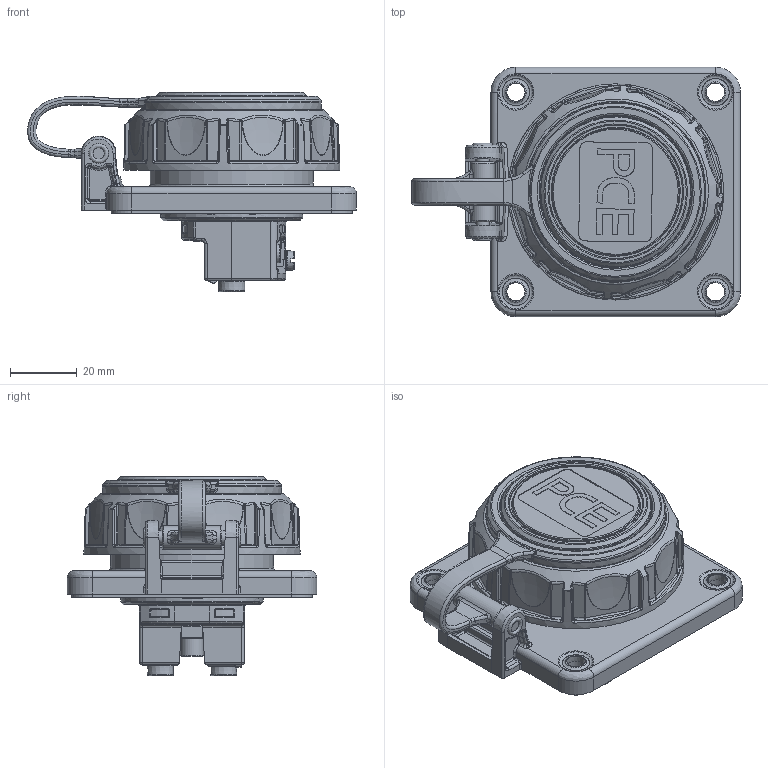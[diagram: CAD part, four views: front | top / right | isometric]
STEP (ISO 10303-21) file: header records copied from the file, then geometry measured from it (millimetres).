
FILE_DESCRIPTION (( 'STEP AP203' ), '1' );
FILE_NAME ('20341-8b.STEP', '2018-06-06T07:12:05', ( '' ), ( '' ), 'SwSTEP 2.0', 'SolidWorks 2016', '' );
FILE_SCHEMA (( 'CONFIG_CONTROL_DESIGN' ));
Products named in the file (1): 20341-8b
Bounding box: 98.86 x 75 x 59.95 mm (x, y, z)
Volume: 136517.6 mm3; surface area: 29018.5 mm2
Topology: 1 solids, 1 shells, 1440 faces, 3522 edges, 2110 vertices
Faces by surface type: bspline 615, plane 431, cylinder 321, cone 73
Full cylindrical faces by diameter (mm): 3.5 x2, 4 x2, 4.4 x1, 5 x1, 5.655 x4, 7 x1, 7.2 x1, 38.2 x1, 40.2 x2, 42.7 x1, 44.546 x1, 49 x1
Entity records: 62829 total; most frequent: CARTESIAN_POINT 34755, ORIENTED_EDGE 6720, DIRECTION 4364, EDGE_CURVE 3360, VERTEX_POINT 2067, EDGE_LOOP 1597, AXIS2_PLACEMENT_3D 1537, FACE_OUTER_BOUND 1499
